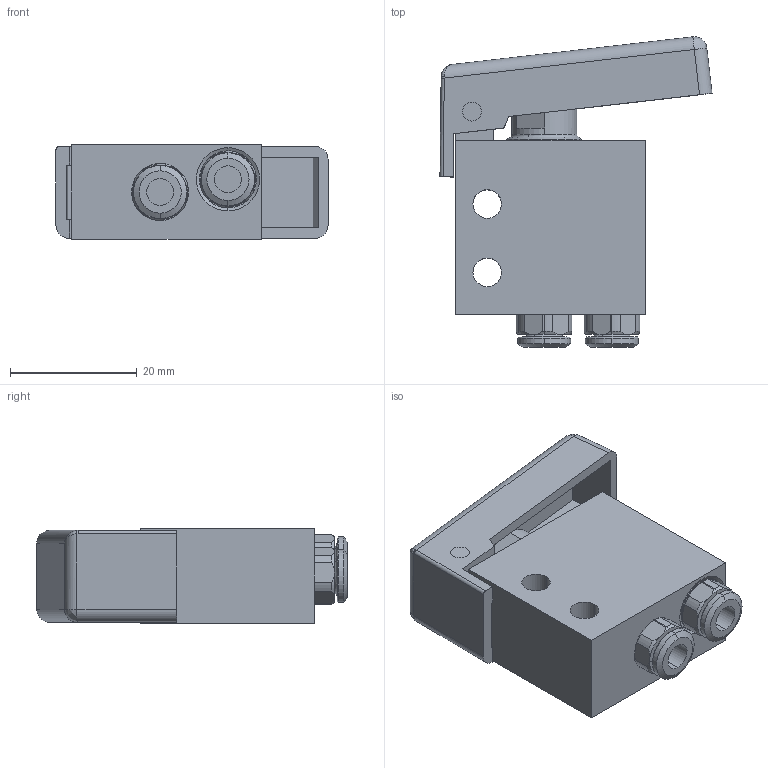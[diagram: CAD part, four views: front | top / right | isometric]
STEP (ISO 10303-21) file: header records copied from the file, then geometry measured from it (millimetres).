
FILE_DESCRIPTION (( 'STEP AP214' ), '1' );
FILE_NAME ('08_247_4.STEP', '2016-08-02T12:30:04', ( '' ), ( '' ), 'SwSTEP 2.0', 'SolidWorks 2016', '' );
FILE_SCHEMA (( 'AUTOMOTIVE_DESIGN' ));
Length unit declared in the file: millimetre
Products named in the file (1): 08_247_4
Bounding box: 42.98 x 49.01 x 15 mm (x, y, z)
Volume: 16024.9 mm3; surface area: 9295.6 mm2
Topology: 6 solids, 6 shells, 262 faces, 679 edges, 433 vertices
Faces by surface type: plane 89, cylinder 79, cone 53, bspline 41
Entity records: 9416 total; most frequent: CARTESIAN_POINT 2697, DIRECTION 1366, ORIENTED_EDGE 1344, EDGE_CURVE 672, AXIS2_PLACEMENT_3D 541, VERTEX_POINT 433, CIRCLE 319, EDGE_LOOP 285
